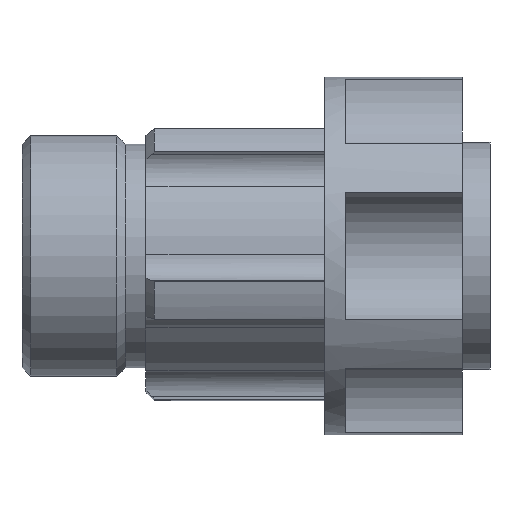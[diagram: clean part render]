
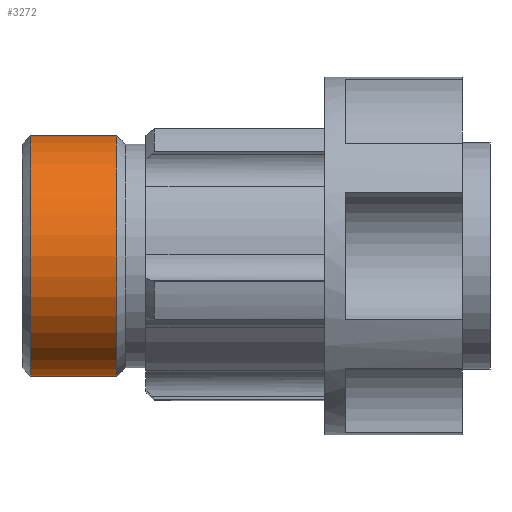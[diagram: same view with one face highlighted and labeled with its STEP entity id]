
A CAD part, left-side view. The second image highlights one B-rep face of the part: STEP entity #3272.
In plain terms, the highlighted cylindrical face has radius 17.5 mm (diameter 35 mm), a partial arc.
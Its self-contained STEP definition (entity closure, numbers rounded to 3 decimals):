
#40 = LINE ( 'NONE', #1347, #2359 ) ;
#366 = VERTEX_POINT ( 'NONE', #2813 ) ;
#385 = EDGE_CURVE ( 'NONE', #2740, #2039, #1384, .T. ) ;
#409 = EDGE_CURVE ( 'NONE', #2039, #366, #2134, .T. ) ;
#480 = DIRECTION ( 'NONE',  ( 0., -1., 0. ) ) ;
#853 = ORIENTED_EDGE ( 'NONE', *, *, #385, .F. ) ;
#915 = DIRECTION ( 'NONE',  ( 0., 0., -1. ) ) ;
#927 = DIRECTION ( 'NONE',  ( 0., -1., 0. ) ) ;
#1038 = ORIENTED_EDGE ( 'NONE', *, *, #409, .F. ) ;
#1326 = DIRECTION ( 'NONE',  ( 0., -1., 0. ) ) ;
#1347 = CARTESIAN_POINT ( 'NONE',  ( 0., 0., -17.5 ) ) ;
#1384 = LINE ( 'NONE', #1515, #2174 ) ;
#1408 = CIRCLE ( 'NONE', #2702, 17.5 ) ;
#1446 = CARTESIAN_POINT ( 'NONE',  ( 0., 62.75, 17.5 ) ) ;
#1447 = CYLINDRICAL_SURFACE ( 'NONE', #1627, 17.5 ) ;
#1515 = CARTESIAN_POINT ( 'NONE',  ( 0., 0., 17.5 ) ) ;
#1627 = AXIS2_PLACEMENT_3D ( 'NONE', #2314, #2821, #3303 ) ;
#1844 = CARTESIAN_POINT ( 'NONE',  ( 0., 50.25, 17.5 ) ) ;
#1959 = CARTESIAN_POINT ( 'NONE',  ( 0., 62.75, 0. ) ) ;
#1960 = FACE_OUTER_BOUND ( 'NONE', #2539, .T. ) ;
#2039 = VERTEX_POINT ( 'NONE', #1844 ) ;
#2134 = CIRCLE ( 'NONE', #3151, 17.5 ) ;
#2153 = VERTEX_POINT ( 'NONE', #2559 ) ;
#2174 = VECTOR ( 'NONE', #2793, 1000. ) ;
#2293 = CARTESIAN_POINT ( 'NONE',  ( 0., 50.25, 0. ) ) ;
#2314 = CARTESIAN_POINT ( 'NONE',  ( 0., 0., 0. ) ) ;
#2359 = VECTOR ( 'NONE', #480, 1000. ) ;
#2539 = EDGE_LOOP ( 'NONE', ( #853, #3355, #3184, #1038 ) ) ;
#2559 = CARTESIAN_POINT ( 'NONE',  ( 0., 62.75, -17.5 ) ) ;
#2702 = AXIS2_PLACEMENT_3D ( 'NONE', #1959, #927, #915 ) ;
#2740 = VERTEX_POINT ( 'NONE', #1446 ) ;
#2793 = DIRECTION ( 'NONE',  ( 0., -1., 0. ) ) ;
#2813 = CARTESIAN_POINT ( 'NONE',  ( 0., 50.25, -17.5 ) ) ;
#2821 = DIRECTION ( 'NONE',  ( 0., -1., 0. ) ) ;
#2832 = DIRECTION ( 'NONE',  ( 0., 0., -1. ) ) ;
#2940 = EDGE_CURVE ( 'NONE', #2153, #366, #40, .T. ) ;
#3151 = AXIS2_PLACEMENT_3D ( 'NONE', #2293, #1326, #2832 ) ;
#3165 = EDGE_CURVE ( 'NONE', #2740, #2153, #1408, .T. ) ;
#3184 = ORIENTED_EDGE ( 'NONE', *, *, #2940, .T. ) ;
#3272 = ADVANCED_FACE ( 'NONE', ( #1960 ), #1447, .T. ) ;
#3303 = DIRECTION ( 'NONE',  ( 0., 0., -1. ) ) ;
#3355 = ORIENTED_EDGE ( 'NONE', *, *, #3165, .T. ) ;
